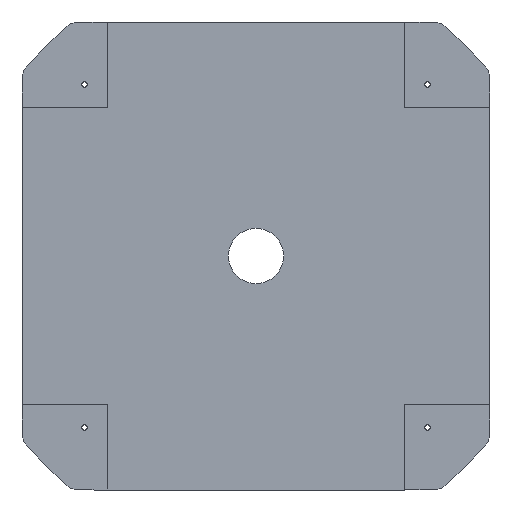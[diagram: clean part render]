
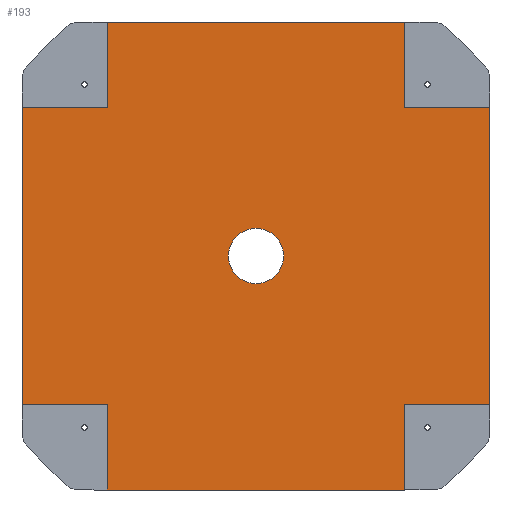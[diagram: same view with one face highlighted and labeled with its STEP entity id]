
A CAD part, front view. The second image highlights one B-rep face of the part: STEP entity #193.
In plain terms, the highlighted planar face has unit normal (0, -1, 0).
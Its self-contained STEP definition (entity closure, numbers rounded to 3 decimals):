
#26 = VERTEX_POINT ( 'NONE', #1108 ) ;
#29 = EDGE_CURVE ( 'NONE', #26, #1003, #1953, .T. ) ;
#32 = CARTESIAN_POINT ( 'NONE',  ( -21.15, 2.5, 13.451 ) ) ;
#40 = LINE ( 'NONE', #1284, #829 ) ;
#51 = AXIS2_PLACEMENT_3D ( 'NONE', #2005, #974, #2171 ) ;
#58 = ORIENTED_EDGE ( 'NONE', *, *, #1151, .F. ) ;
#60 = ORIENTED_EDGE ( 'NONE', *, *, #29, .T. ) ;
#78 = DIRECTION ( 'NONE',  ( 0., 0., 1. ) ) ;
#98 = DIRECTION ( 'NONE',  ( 0., 0., 1. ) ) ;
#102 = VERTEX_POINT ( 'NONE', #1664 ) ;
#106 = CARTESIAN_POINT ( 'NONE',  ( 13.451, 2.5, -21.15 ) ) ;
#109 = VERTEX_POINT ( 'NONE', #1827 ) ;
#150 = AXIS2_PLACEMENT_3D ( 'NONE', #896, #2095, #1062 ) ;
#174 = CARTESIAN_POINT ( 'NONE',  ( -21.15, 2.5, -13.451 ) ) ;
#193 = ADVANCED_FACE ( 'NONE', ( #349, #584 ), #1451, .F. ) ;
#199 = CARTESIAN_POINT ( 'NONE',  ( 13.451, 2.5, -21.15 ) ) ;
#230 = ORIENTED_EDGE ( 'NONE', *, *, #423, .F. ) ;
#302 = EDGE_CURVE ( 'NONE', #1339, #102, #825, .T. ) ;
#346 = VECTOR ( 'NONE', #78, 1000. ) ;
#349 = FACE_OUTER_BOUND ( 'NONE', #1799, .T. ) ;
#360 = VERTEX_POINT ( 'NONE', #1439 ) ;
#365 = DIRECTION ( 'NONE',  ( 0., 0., 1. ) ) ;
#372 = VERTEX_POINT ( 'NONE', #1779 ) ;
#373 = VECTOR ( 'NONE', #792, 1000. ) ;
#407 = LINE ( 'NONE', #2051, #1711 ) ;
#409 = ORIENTED_EDGE ( 'NONE', *, *, #1959, .F. ) ;
#423 = EDGE_CURVE ( 'NONE', #1341, #1169, #1098, .T. ) ;
#432 = VECTOR ( 'NONE', #1111, 1000. ) ;
#435 = LINE ( 'NONE', #1968, #1229 ) ;
#444 = DIRECTION ( 'NONE',  ( 0., 0., 1. ) ) ;
#445 = CARTESIAN_POINT ( 'NONE',  ( 21.15, 2.5, 13.451 ) ) ;
#452 = CARTESIAN_POINT ( 'NONE',  ( 21.15, 2.5, -13.451 ) ) ;
#488 = LINE ( 'NONE', #452, #432 ) ;
#509 = DIRECTION ( 'NONE',  ( 0., 0., -1. ) ) ;
#525 = ORIENTED_EDGE ( 'NONE', *, *, #1117, .T. ) ;
#527 = ORIENTED_EDGE ( 'NONE', *, *, #776, .F. ) ;
#531 = LINE ( 'NONE', #445, #1031 ) ;
#542 = CARTESIAN_POINT ( 'NONE',  ( -13.451, 2.5, -13.451 ) ) ;
#562 = VECTOR ( 'NONE', #509, 1000. ) ;
#584 = FACE_BOUND ( 'NONE', #2162, .T. ) ;
#629 = VERTEX_POINT ( 'NONE', #32 ) ;
#652 = VECTOR ( 'NONE', #1800, 1000. ) ;
#682 = VERTEX_POINT ( 'NONE', #1738 ) ;
#685 = ORIENTED_EDGE ( 'NONE', *, *, #1269, .T. ) ;
#697 = VECTOR ( 'NONE', #444, 1000. ) ;
#706 = VERTEX_POINT ( 'NONE', #542 ) ;
#716 = VECTOR ( 'NONE', #365, 1000. ) ;
#776 = EDGE_CURVE ( 'NONE', #1240, #109, #845, .T. ) ;
#792 = DIRECTION ( 'NONE',  ( -1., 0., 0. ) ) ;
#825 = LINE ( 'NONE', #1819, #373 ) ;
#829 = VECTOR ( 'NONE', #2134, 1000. ) ;
#845 = LINE ( 'NONE', #1599, #346 ) ;
#881 = CARTESIAN_POINT ( 'NONE',  ( -13.451, 2.5, 21.15 ) ) ;
#882 = CARTESIAN_POINT ( 'NONE',  ( 13.451, 2.5, -21.15 ) ) ;
#892 = ORIENTED_EDGE ( 'NONE', *, *, #940, .T. ) ;
#896 = CARTESIAN_POINT ( 'NONE',  ( 0., 2.5, 0. ) ) ;
#913 = ORIENTED_EDGE ( 'NONE', *, *, #1549, .T. ) ;
#940 = EDGE_CURVE ( 'NONE', #1003, #109, #1682, .T. ) ;
#974 = DIRECTION ( 'NONE',  ( 0., -1., 0. ) ) ;
#1003 = VERTEX_POINT ( 'NONE', #1916 ) ;
#1031 = VECTOR ( 'NONE', #1963, 1000. ) ;
#1038 = CARTESIAN_POINT ( 'NONE',  ( 21.15, 2.5, -13.451 ) ) ;
#1062 = DIRECTION ( 'NONE',  ( 0., 0., 1. ) ) ;
#1096 = DIRECTION ( 'NONE',  ( 0., 1., 0. ) ) ;
#1098 = LINE ( 'NONE', #1965, #652 ) ;
#1104 = VECTOR ( 'NONE', #1569, 1000. ) ;
#1106 = CARTESIAN_POINT ( 'NONE',  ( -13.451, 2.5, -21.15 ) ) ;
#1108 = CARTESIAN_POINT ( 'NONE',  ( 13.451, 2.5, 13.451 ) ) ;
#1111 = DIRECTION ( 'NONE',  ( -1., 0., 0. ) ) ;
#1117 = EDGE_CURVE ( 'NONE', #1240, #629, #40, .T. ) ;
#1151 = EDGE_CURVE ( 'NONE', #1169, #706, #435, .T. ) ;
#1169 = VERTEX_POINT ( 'NONE', #1106 ) ;
#1174 = LINE ( 'NONE', #199, #716 ) ;
#1229 = VECTOR ( 'NONE', #1802, 1000. ) ;
#1235 = ORIENTED_EDGE ( 'NONE', *, *, #1775, .T. ) ;
#1240 = VERTEX_POINT ( 'NONE', #1712 ) ;
#1268 = ORIENTED_EDGE ( 'NONE', *, *, #1371, .F. ) ;
#1269 = EDGE_CURVE ( 'NONE', #1341, #102, #1174, .T. ) ;
#1284 = CARTESIAN_POINT ( 'NONE',  ( 21.15, 2.5, 13.451 ) ) ;
#1339 = VERTEX_POINT ( 'NONE', #1038 ) ;
#1341 = VERTEX_POINT ( 'NONE', #882 ) ;
#1357 = CARTESIAN_POINT ( 'NONE',  ( 0., 2.5, -2.5 ) ) ;
#1369 = LINE ( 'NONE', #174, #562 ) ;
#1371 = EDGE_CURVE ( 'NONE', #360, #1750, #1478, .T. ) ;
#1428 = AXIS2_PLACEMENT_3D ( 'NONE', #2126, #1096, #98 ) ;
#1439 = CARTESIAN_POINT ( 'NONE',  ( 0., 2.5, 2.5 ) ) ;
#1451 = PLANE ( 'NONE',  #1428 ) ;
#1478 = CIRCLE ( 'NONE', #150, 2.5 ) ;
#1549 = EDGE_CURVE ( 'NONE', #372, #26, #531, .T. ) ;
#1569 = DIRECTION ( 'NONE',  ( -1., 0., 0. ) ) ;
#1599 = CARTESIAN_POINT ( 'NONE',  ( -13.451, 2.5, -21.15 ) ) ;
#1628 = EDGE_CURVE ( 'NONE', #1750, #360, #1741, .T. ) ;
#1664 = CARTESIAN_POINT ( 'NONE',  ( 13.451, 2.5, -13.451 ) ) ;
#1682 = LINE ( 'NONE', #881, #1104 ) ;
#1711 = VECTOR ( 'NONE', #1873, 1000. ) ;
#1712 = CARTESIAN_POINT ( 'NONE',  ( -13.451, 2.5, 13.451 ) ) ;
#1738 = CARTESIAN_POINT ( 'NONE',  ( -21.15, 2.5, -13.451 ) ) ;
#1741 = CIRCLE ( 'NONE', #51, 2.5 ) ;
#1750 = VERTEX_POINT ( 'NONE', #1357 ) ;
#1775 = EDGE_CURVE ( 'NONE', #629, #682, #1369, .T. ) ;
#1779 = CARTESIAN_POINT ( 'NONE',  ( 21.15, 2.5, 13.451 ) ) ;
#1799 = EDGE_LOOP ( 'NONE', ( #527, #525, #1235, #409, #58, #230, #685, #1841, #1837, #913, #60, #892 ) ) ;
#1800 = DIRECTION ( 'NONE',  ( -1., 0., 0. ) ) ;
#1802 = DIRECTION ( 'NONE',  ( 0., 0., 1. ) ) ;
#1819 = CARTESIAN_POINT ( 'NONE',  ( 21.15, 2.5, -13.451 ) ) ;
#1827 = CARTESIAN_POINT ( 'NONE',  ( -13.451, 2.5, 21.15 ) ) ;
#1837 = ORIENTED_EDGE ( 'NONE', *, *, #1852, .F. ) ;
#1841 = ORIENTED_EDGE ( 'NONE', *, *, #302, .F. ) ;
#1842 = ORIENTED_EDGE ( 'NONE', *, *, #1628, .F. ) ;
#1852 = EDGE_CURVE ( 'NONE', #372, #1339, #407, .T. ) ;
#1873 = DIRECTION ( 'NONE',  ( 0., 0., -1. ) ) ;
#1916 = CARTESIAN_POINT ( 'NONE',  ( 13.451, 2.5, 21.15 ) ) ;
#1953 = LINE ( 'NONE', #106, #697 ) ;
#1959 = EDGE_CURVE ( 'NONE', #706, #682, #488, .T. ) ;
#1963 = DIRECTION ( 'NONE',  ( -1., 0., 0. ) ) ;
#1965 = CARTESIAN_POINT ( 'NONE',  ( -13.451, 2.5, -21.15 ) ) ;
#1968 = CARTESIAN_POINT ( 'NONE',  ( -13.451, 2.5, -21.15 ) ) ;
#2005 = CARTESIAN_POINT ( 'NONE',  ( 0., 2.5, 0. ) ) ;
#2051 = CARTESIAN_POINT ( 'NONE',  ( 21.15, 2.5, -13.451 ) ) ;
#2095 = DIRECTION ( 'NONE',  ( 0., -1., 0. ) ) ;
#2126 = CARTESIAN_POINT ( 'NONE',  ( -13.451, 2.5, -21.15 ) ) ;
#2134 = DIRECTION ( 'NONE',  ( -1., 0., 0. ) ) ;
#2162 = EDGE_LOOP ( 'NONE', ( #1268, #1842 ) ) ;
#2171 = DIRECTION ( 'NONE',  ( 0., 0., 1. ) ) ;
